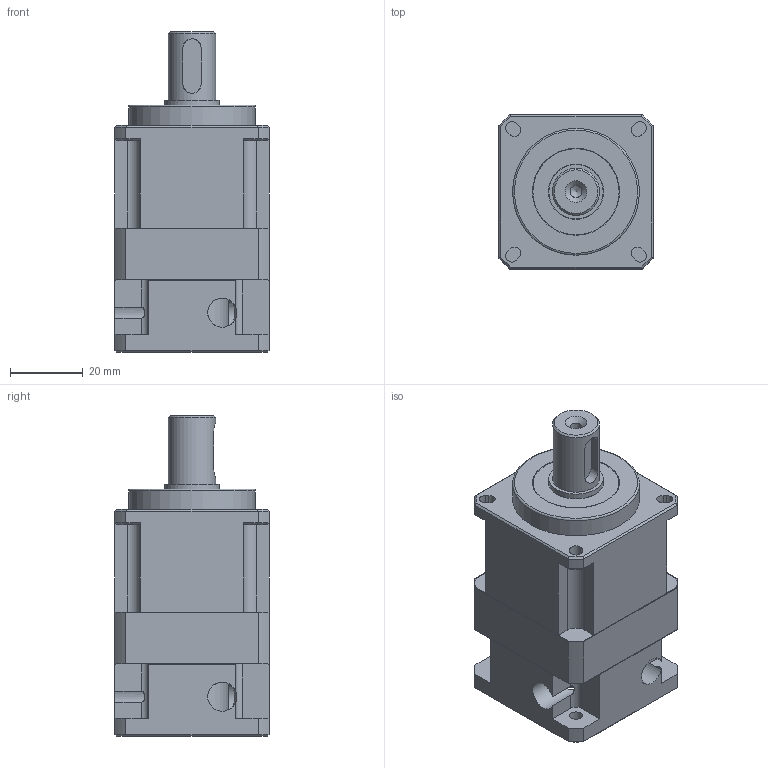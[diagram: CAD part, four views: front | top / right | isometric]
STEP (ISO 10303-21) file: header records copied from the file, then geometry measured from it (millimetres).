
FILE_DESCRIPTION( ( 'Unknown' ), '1' );
FILE_NAME( 'PH42-L1(Step motor).stp', 'Unknown', ( 'Dimamotor' ), ( 'Dimamotor' ), 'PSStep 16.0.42', 'Unknown', ' ' );
FILE_SCHEMA( ( 'AUTOMOTIVE_DESIGN { 1 0 10303 214 1 1 1 1 }' ) );
Length unit declared in the file: millimetre
Products named in the file (1): PH42-L1外觀圖
Bounding box: 42.5 x 42.5 x 88.5 mm (x, y, z)
Volume: 101516 mm3; surface area: 20856 mm2
Topology: 1 solids, 1 shells, 186 faces, 488 edges, 316 vertices
Faces by surface type: plane 108, cylinder 61, cone 16, torus 1
Full cylindrical faces by diameter (mm): 3.242 x2, 3.5 x4, 5 x1, 8 x4, 11 x2, 13 x1, 15 x1, 15.2 x1, 20 x1, 22 x1, 23.8 x1, 24 x1, 25 x1, 28 x1, 35 x1
Entity records: 7434 total; most frequent: CARTESIAN_POINT 1408, DIRECTION 948, ORIENTED_EDGE 890, EDGE_CURVE 445, AXIS2_PLACEMENT_3D 334, VERTEX_POINT 302, LINE 280, VECTOR 280
